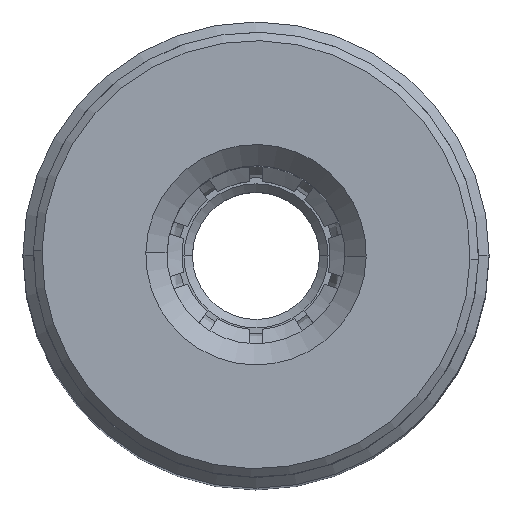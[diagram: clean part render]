
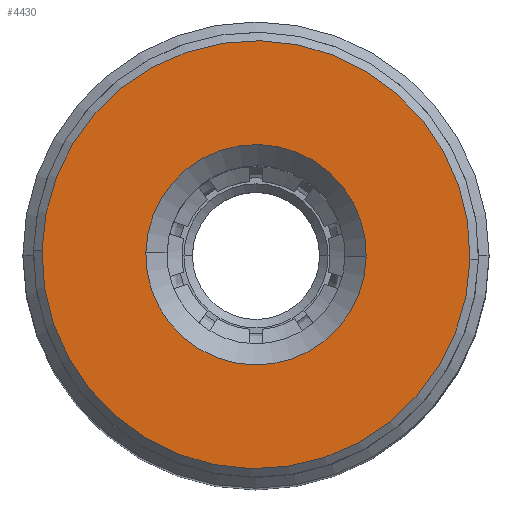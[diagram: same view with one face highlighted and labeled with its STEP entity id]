
A CAD part, top view. The second image highlights one B-rep face of the part: STEP entity #4430.
In plain terms, the highlighted planar face has unit normal (0, 0, 1).
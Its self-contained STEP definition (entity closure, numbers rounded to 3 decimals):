
#2036 = EDGE_LOOP ( 'NONE', ( #3530, #16342 ) ) ;
#2104 = CIRCLE ( 'NONE', #22713, 5.05 ) ;
#2126 = VERTEX_POINT ( 'NONE', #3681 ) ;
#3530 = ORIENTED_EDGE ( 'NONE', *, *, #18448, .T. ) ;
#3681 = CARTESIAN_POINT ( 'NONE',  ( 6.492, 4.957, 15.481 ) ) ;
#4430 = ADVANCED_FACE ( 'NONE', ( #11191, #5712 ), #26200, .T. ) ;
#4772 = DIRECTION ( 'NONE',  ( 0., 0., 1. ) ) ;
#4851 = DIRECTION ( 'NONE',  ( 0., 0., 1. ) ) ;
#5712 = FACE_OUTER_BOUND ( 'NONE', #2036, .T. ) ;
#5780 = EDGE_CURVE ( 'NONE', #22174, #25177, #2104, .T. ) ;
#5834 = EDGE_LOOP ( 'NONE', ( #26186, #15342 ) ) ;
#6517 = CIRCLE ( 'NONE', #14590, 2.6 ) ;
#6789 = EDGE_CURVE ( 'NONE', #23474, #2126, #6517, .T. ) ;
#6917 = CARTESIAN_POINT ( 'NONE',  ( 3.892, 5.011, 15.481 ) ) ;
#7939 = CARTESIAN_POINT ( 'NONE',  ( 3.892, 5.011, 15.481 ) ) ;
#8271 = CIRCLE ( 'NONE', #17358, 2.6 ) ;
#8981 = DIRECTION ( 'NONE',  ( -1., 0.021, 0. ) ) ;
#9981 = DIRECTION ( 'NONE',  ( -1., 0.021, 0. ) ) ;
#11191 = FACE_BOUND ( 'NONE', #5834, .T. ) ;
#11481 = CIRCLE ( 'NONE', #17012, 5.05 ) ;
#11986 = CARTESIAN_POINT ( 'NONE',  ( 3.892, 5.011, 15.481 ) ) ;
#14048 = DIRECTION ( 'NONE',  ( -1., 0.021, 0. ) ) ;
#14590 = AXIS2_PLACEMENT_3D ( 'NONE', #6917, #21166, #8981 ) ;
#15342 = ORIENTED_EDGE ( 'NONE', *, *, #18717, .T. ) ;
#16342 = ORIENTED_EDGE ( 'NONE', *, *, #5780, .T. ) ;
#16997 = CARTESIAN_POINT ( 'NONE',  ( 3.892, 5.011, 15.481 ) ) ;
#17012 = AXIS2_PLACEMENT_3D ( 'NONE', #16997, #4772, #19065 ) ;
#17099 = CARTESIAN_POINT ( 'NONE',  ( 3.892, 5.011, 15.481 ) ) ;
#17358 = AXIS2_PLACEMENT_3D ( 'NONE', #7939, #22168, #9981 ) ;
#18280 = AXIS2_PLACEMENT_3D ( 'NONE', #11986, #26286, #14048 ) ;
#18448 = EDGE_CURVE ( 'NONE', #25177, #22174, #11481, .T. ) ;
#18717 = EDGE_CURVE ( 'NONE', #2126, #23474, #8271, .T. ) ;
#19065 = DIRECTION ( 'NONE',  ( -1., 0.021, 0. ) ) ;
#19158 = DIRECTION ( 'NONE',  ( -1., 0.021, 0. ) ) ;
#19747 = CARTESIAN_POINT ( 'NONE',  ( 8.941, 4.906, 15.481 ) ) ;
#21166 = DIRECTION ( 'NONE',  ( 0., 0., -1. ) ) ;
#22168 = DIRECTION ( 'NONE',  ( 0., 0., -1. ) ) ;
#22174 = VERTEX_POINT ( 'NONE', #26418 ) ;
#22713 = AXIS2_PLACEMENT_3D ( 'NONE', #17099, #4851, #19158 ) ;
#22969 = CARTESIAN_POINT ( 'NONE',  ( 1.293, 5.066, 15.481 ) ) ;
#23474 = VERTEX_POINT ( 'NONE', #22969 ) ;
#25177 = VERTEX_POINT ( 'NONE', #19747 ) ;
#26186 = ORIENTED_EDGE ( 'NONE', *, *, #6789, .T. ) ;
#26200 = PLANE ( 'NONE',  #18280 ) ;
#26286 = DIRECTION ( 'NONE',  ( 0., 0., 1. ) ) ;
#26418 = CARTESIAN_POINT ( 'NONE',  ( -1.157, 5.117, 15.481 ) ) ;
